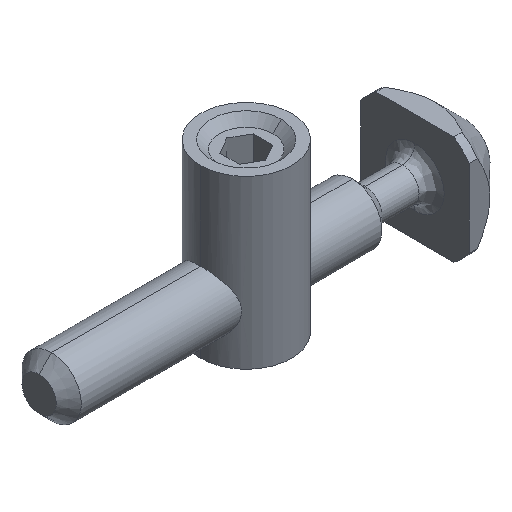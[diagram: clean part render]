
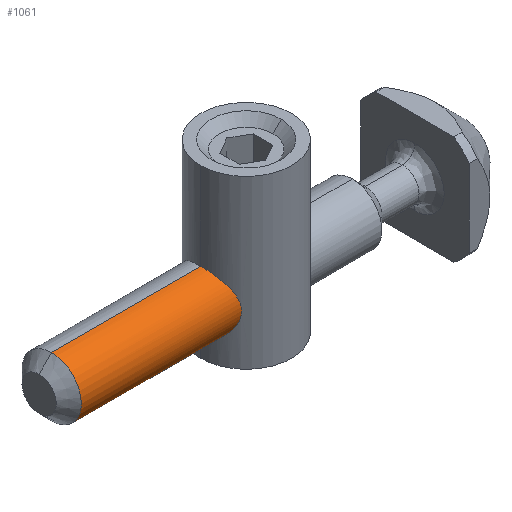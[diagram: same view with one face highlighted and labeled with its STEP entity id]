
A CAD part, isometric view. The second image highlights one B-rep face of the part: STEP entity #1061.
In plain terms, the highlighted cylindrical face has radius 3.55 mm (diameter 7.1 mm), a partial arc.
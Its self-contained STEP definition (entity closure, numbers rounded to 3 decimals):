
#8 = CARTESIAN_POINT ( 'NONE',  ( -23.347, -0.947, 3.43 ) ) ;
#18 = CARTESIAN_POINT ( 'NONE',  ( -23.393, -0.598, 3.501 ) ) ;
#43 = CARTESIAN_POINT ( 'NONE',  ( -22.636, -2.822, 2.166 ) ) ;
#47 = CARTESIAN_POINT ( 'NONE',  ( -22.473, -3.074, 1.791 ) ) ;
#78 = VERTEX_POINT ( 'NONE', #1752 ) ;
#114 = LINE ( 'NONE', #525, #624 ) ;
#150 = CARTESIAN_POINT ( 'NONE',  ( -23.425, 0., 3.55 ) ) ;
#162 = CARTESIAN_POINT ( 'NONE',  ( -23.187, -1.605, 3.175 ) ) ;
#183 = ORIENTED_EDGE ( 'NONE', *, *, #1452, .F. ) ;
#262 = FACE_OUTER_BOUND ( 'NONE', #723, .T. ) ;
#329 = CARTESIAN_POINT ( 'NONE',  ( -22.722, -2.677, 2.342 ) ) ;
#336 = CARTESIAN_POINT ( 'NONE',  ( -22.102, -3.55, -0.245 ) ) ;
#380 = B_SPLINE_CURVE_WITH_KNOTS ( 'NONE', 3,
 ( #729, #1274, #1553, #1693, #18, #8, #1016, #162, #735, #1541, #1293, #329, #43, #47, #756, #1574, #1183, #1583, #597, #336, #1036, #1724, #1048, #1316, #1735, #616, #1445, #600, #1167, #1301, #1311, #482, #768, #744, #890, #1729 ),
 .UNSPECIFIED., .F., .F.,
 ( 4, 2, 2, 2, 2, 2, 2, 2, 2, 2, 2, 2, 2, 2, 2, 2, 2, 4 ),
 ( 0.011, 0.012, 0.012, 0.013, 0.013, 0.014, 0.015, 0.016, 0.016, 0.017, 0.018, 0.018, 0.019, 0.02, 0.021, 0.021, 0.022, 0.023 ),
 .UNSPECIFIED. ) ;
#434 = AXIS2_PLACEMENT_3D ( 'NONE', #775, #1188, #1325 ) ;
#445 = VECTOR ( 'NONE', #909, 1000. ) ;
#482 = CARTESIAN_POINT ( 'NONE',  ( -23.301, -1.172, -3.359 ) ) ;
#525 = CARTESIAN_POINT ( 'NONE',  ( -23.3, 0., -3.55 ) ) ;
#534 = LINE ( 'NONE', #1039, #445 ) ;
#597 = CARTESIAN_POINT ( 'NONE',  ( -22.102, -3.55, 0.24 ) ) ;
#600 = CARTESIAN_POINT ( 'NONE',  ( -22.89, -2.355, -2.666 ) ) ;
#616 = CARTESIAN_POINT ( 'NONE',  ( -22.639, -2.816, -2.173 ) ) ;
#619 = EDGE_CURVE ( 'NONE', #1458, #78, #534, .T. ) ;
#624 = VECTOR ( 'NONE', #1352, 1000. ) ;
#723 = EDGE_LOOP ( 'NONE', ( #1075, #183, #1532, #795 ) ) ;
#726 = AXIS2_PLACEMENT_3D ( 'NONE', #1711, #891, #1475 ) ;
#729 = CARTESIAN_POINT ( 'NONE',  ( -23.425, 0., 3.55 ) ) ;
#735 = CARTESIAN_POINT ( 'NONE',  ( -23.119, -1.807, 3.064 ) ) ;
#744 = CARTESIAN_POINT ( 'NONE',  ( -23.409, -0.48, -3.525 ) ) ;
#756 = CARTESIAN_POINT ( 'NONE',  ( -22.396, -3.181, 1.592 ) ) ;
#768 = CARTESIAN_POINT ( 'NONE',  ( -23.347, -0.943, -3.431 ) ) ;
#775 = CARTESIAN_POINT ( 'NONE',  ( -41.3, 0., 0. ) ) ;
#795 = ORIENTED_EDGE ( 'NONE', *, *, #1552, .T. ) ;
#890 = CARTESIAN_POINT ( 'NONE',  ( -23.425, -0.243, -3.55 ) ) ;
#891 = DIRECTION ( 'NONE',  ( -1., 0., 0. ) ) ;
#909 = DIRECTION ( 'NONE',  ( -1., 0., 0. ) ) ;
#984 = CYLINDRICAL_SURFACE ( 'NONE', #726, 3.55 ) ;
#1016 = CARTESIAN_POINT ( 'NONE',  ( -23.301, -1.175, 3.358 ) ) ;
#1036 = CARTESIAN_POINT ( 'NONE',  ( -22.124, -3.525, -0.482 ) ) ;
#1039 = CARTESIAN_POINT ( 'NONE',  ( -23.3, 0., 3.55 ) ) ;
#1048 = CARTESIAN_POINT ( 'NONE',  ( -22.262, -3.358, -1.173 ) ) ;
#1061 = ADVANCED_FACE ( 'NONE', ( #262 ), #984, .T. ) ;
#1075 = ORIENTED_EDGE ( 'NONE', *, *, #1209, .F. ) ;
#1090 = CIRCLE ( 'NONE', #434, 3.55 ) ;
#1135 = VERTEX_POINT ( 'NONE', #1339 ) ;
#1167 = CARTESIAN_POINT ( 'NONE',  ( -22.972, -2.179, -2.812 ) ) ;
#1183 = CARTESIAN_POINT ( 'NONE',  ( -22.203, -3.431, 0.943 ) ) ;
#1188 = DIRECTION ( 'NONE',  ( 1., 0., 0. ) ) ;
#1209 = EDGE_CURVE ( 'NONE', #1135, #1284, #114, .T. ) ;
#1274 = CARTESIAN_POINT ( 'NONE',  ( -23.425, -0.12, 3.55 ) ) ;
#1284 = VERTEX_POINT ( 'NONE', #1786 ) ;
#1293 = CARTESIAN_POINT ( 'NONE',  ( -22.888, -2.361, 2.661 ) ) ;
#1301 = CARTESIAN_POINT ( 'NONE',  ( -23.121, -1.802, -3.067 ) ) ;
#1311 = CARTESIAN_POINT ( 'NONE',  ( -23.188, -1.602, -3.177 ) ) ;
#1316 = CARTESIAN_POINT ( 'NONE',  ( -22.397, -3.179, -1.596 ) ) ;
#1325 = DIRECTION ( 'NONE',  ( 0., 0., 1. ) ) ;
#1339 = CARTESIAN_POINT ( 'NONE',  ( -23.425, 0., -3.55 ) ) ;
#1352 = DIRECTION ( 'NONE',  ( -1., 0., 0. ) ) ;
#1445 = CARTESIAN_POINT ( 'NONE',  ( -22.724, -2.674, -2.346 ) ) ;
#1452 = EDGE_CURVE ( 'NONE', #1458, #1135, #380, .T. ) ;
#1458 = VERTEX_POINT ( 'NONE', #150 ) ;
#1475 = DIRECTION ( 'NONE',  ( 0., 0., 1. ) ) ;
#1532 = ORIENTED_EDGE ( 'NONE', *, *, #619, .T. ) ;
#1541 = CARTESIAN_POINT ( 'NONE',  ( -22.969, -2.187, 2.806 ) ) ;
#1552 = EDGE_CURVE ( 'NONE', #78, #1284, #1090, .T. ) ;
#1553 = CARTESIAN_POINT ( 'NONE',  ( -23.421, -0.242, 3.544 ) ) ;
#1574 = CARTESIAN_POINT ( 'NONE',  ( -22.261, -3.359, 1.17 ) ) ;
#1583 = CARTESIAN_POINT ( 'NONE',  ( -22.124, -3.525, 0.479 ) ) ;
#1693 = CARTESIAN_POINT ( 'NONE',  ( -23.405, -0.481, 3.519 ) ) ;
#1711 = CARTESIAN_POINT ( 'NONE',  ( -23.3, 0., 0. ) ) ;
#1724 = CARTESIAN_POINT ( 'NONE',  ( -22.204, -3.43, -0.947 ) ) ;
#1729 = CARTESIAN_POINT ( 'NONE',  ( -23.425, 0., -3.55 ) ) ;
#1735 = CARTESIAN_POINT ( 'NONE',  ( -22.475, -3.07, -1.797 ) ) ;
#1752 = CARTESIAN_POINT ( 'NONE',  ( -41.3, 0., 3.55 ) ) ;
#1786 = CARTESIAN_POINT ( 'NONE',  ( -41.3, 0., -3.55 ) ) ;
